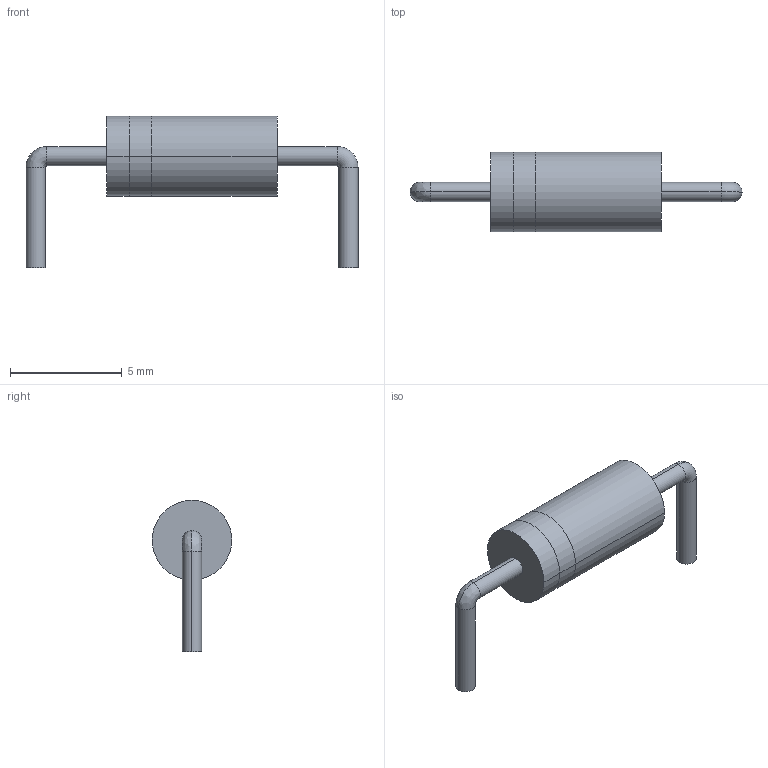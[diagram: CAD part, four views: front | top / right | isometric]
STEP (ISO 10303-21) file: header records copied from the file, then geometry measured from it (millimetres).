
FILE_DESCRIPTION((''),'2;1');
FILE_NAME('DO-15.stp','2009-03-09T16:11:57',(''),(''),'Mechanical Desktop 2006','Mechanical Desktop 2006',', , ');
FILE_SCHEMA(('AUTOMOTIVE_DESIGN { 1 2 10303 214 0 1 1 1 }'));
Length unit declared in the file: millimetre
Products named in the file (1): Product
Bounding box: 14.83 x 3.56 x 6.76 mm (x, y, z)
Volume: 85.1 mm3; surface area: 190.2 mm2
Topology: 5 solids, 5 shells, 28 faces, 48 edges, 30 vertices
Faces by surface type: cylinder 10, bspline 8, plane 8, torus 2
Entity records: 865 total; most frequent: CARTESIAN_POINT 269, DIRECTION 124, ORIENTED_EDGE 96, AXIS2_PLACEMENT_3D 55, EDGE_CURVE 48, CIRCLE 34, VERTEX_POINT 30, EDGE_LOOP 28
